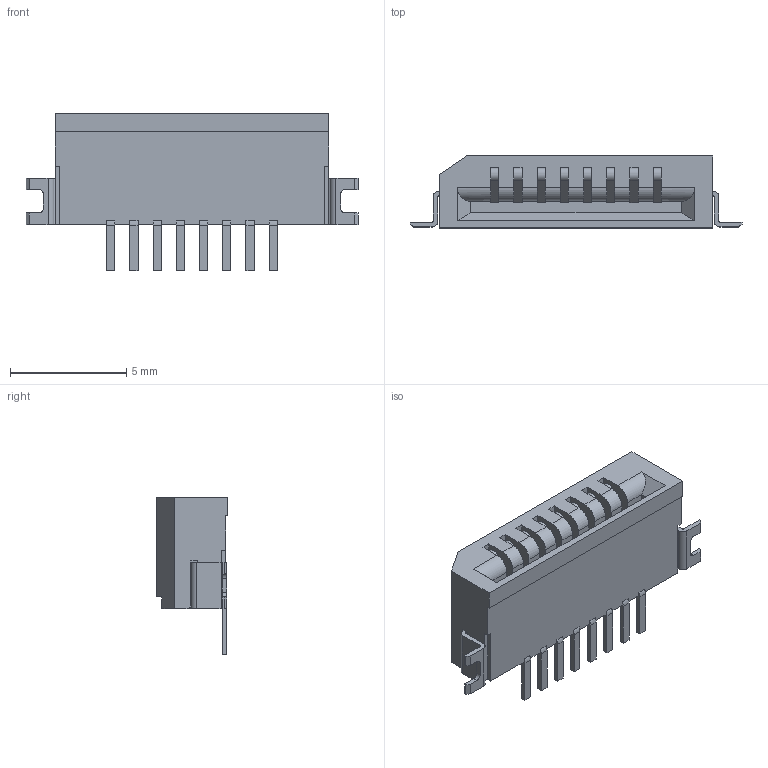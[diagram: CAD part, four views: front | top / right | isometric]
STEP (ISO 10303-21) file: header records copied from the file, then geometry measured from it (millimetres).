
FILE_DESCRIPTION((''),'2;1');
FILE_NAME('527930870','2016-06-08T',('gsharma'),(''),'PRO/ENGINEER BY PARAMETRIC TECHNOLOGY CORPORATION, 2012310','PRO/ENGINEER BY PARAMETRIC TECHNOLOGY CORPORATION, 2012310','');
FILE_SCHEMA(('CONFIG_CONTROL_DESIGN'));
Length unit declared in the file: millimetre
Products named in the file (1): 527930870
Bounding box: 14.3 x 3.1 x 6.8 mm (x, y, z)
Volume: 144.3 mm3; surface area: 368.2 mm2
Topology: 1 solids, 1 shells, 263 faces, 778 edges, 518 vertices
Faces by surface type: plane 210, cylinder 53
Entity records: 8653 total; most frequent: CARTESIAN_POINT 1537, ORIENTED_EDGE 1476, DIRECTION 1410, EDGE_CURVE 738, VECTOR 672, LINE 672, VERTEX_POINT 478, AXIS2_PLACEMENT_3D 369
